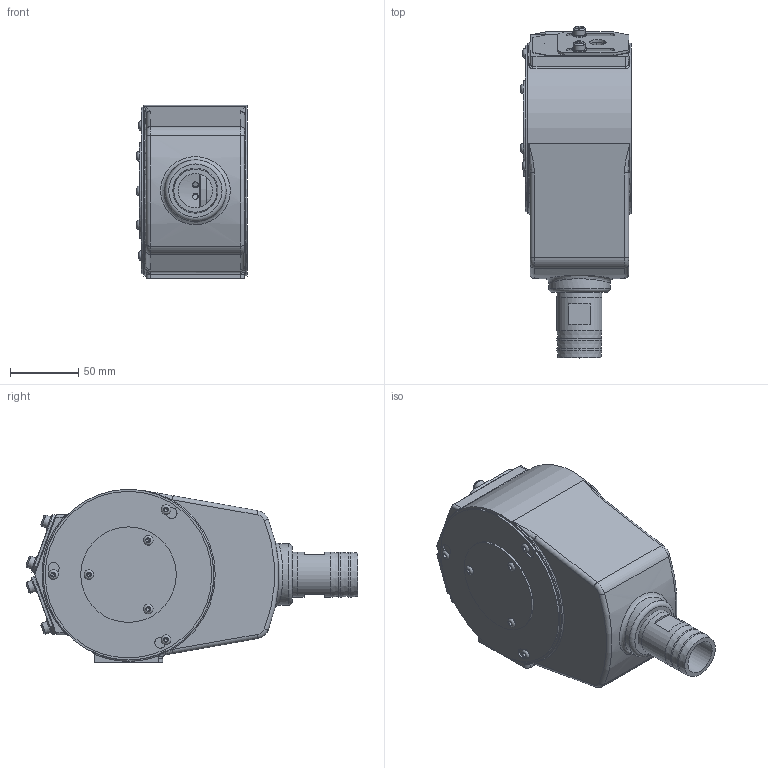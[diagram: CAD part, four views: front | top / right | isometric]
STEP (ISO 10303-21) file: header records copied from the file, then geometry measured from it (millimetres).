
FILE_DESCRIPTION (( 'STEP AP203' ), '1' );
FILE_NAME ('CF-CT-06S.STEP', '2018-03-29T03:50:17', ( '' ), ( '' ), 'SwSTEP 2.0', 'SolidWorks 2016', '' );
FILE_SCHEMA (( 'CONFIG_CONTROL_DESIGN' ));
Length unit declared in the file: millimetre
Products named in the file (12): CT-08洩油管; CT-08檢出板B; CT-08檢出板A; CT-08墊圈M5; CF-CT-06-09000; M5x10; CF-CT-06-11000; CF-CT-06-10000; CF-CT-06-12000; CF-CT-06S; M4x8半圓頭; M4x6半圓頭
Assembly tree (23 placements, depth 2):
  CF-CT-06S
    CF-CT-06-09000
    CF-CT-06-11000
    CF-CT-06-12000
    M4x8半圓頭  x3
    M4x6半圓頭  x3
    CT-08洩油管
    CT-08檢出板B  x2
    CT-08檢出板A  x2
    CT-08墊圈M5  x4
    M5x10  x4
    CF-CT-06-10000
Bounding box: 81 x 242.99 x 127 mm (x, y, z)
Volume: 363475.8 mm3; surface area: 196471.2 mm2
Topology: 23 solids, 23 shells, 469 faces, 1074 edges, 673 vertices
Faces by surface type: plane 273, cylinder 122, cone 34, torus 28, bspline 12
Full cylindrical faces by diameter (mm): 3.3 x6, 4 x6, 4.2 x6, 4.5 x3, 5 x4, 5.5 x6, 7 x6, 8.5 x4, 9 x2, 11 x4, 12 x2, 25 x1, 33 x3, 45 x1, 47 x1, 50 x3, 70 x1, 74 x1, 76 x1, 85.5 x1, 94 x1, 100 x1, 116 x1, 122 x1, 125 x1
Entity records: 10838 total; most frequent: CARTESIAN_POINT 3075, DIRECTION 1338, ORIENTED_EDGE 1114, EDGE_CURVE 557, AXIS2_PLACEMENT_3D 535, EDGE_LOOP 429, VERTEX_POINT 388, FACE_OUTER_BOUND 326
